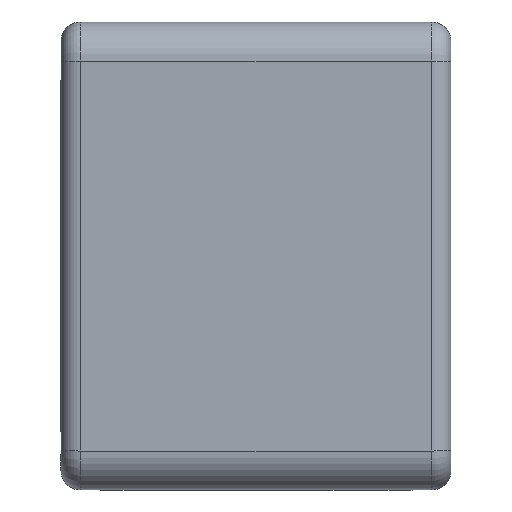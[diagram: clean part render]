
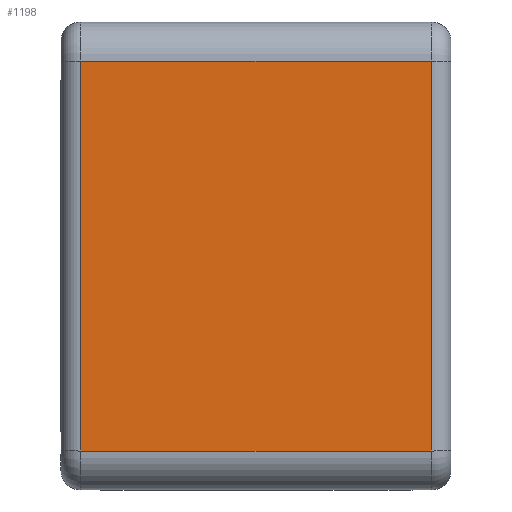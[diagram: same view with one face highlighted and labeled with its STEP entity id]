
A CAD part, front view. The second image highlights one B-rep face of the part: STEP entity #1198.
In plain terms, the highlighted planar face has unit normal (0, -1, 0).
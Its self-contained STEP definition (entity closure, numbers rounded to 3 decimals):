
#119 = VECTOR ( 'NONE', #1009, 1000. ) ;
#128 = ORIENTED_EDGE ( 'NONE', *, *, #357, .F. ) ;
#142 = CARTESIAN_POINT ( 'NONE',  ( -9., -30., 0. ) ) ;
#215 = VECTOR ( 'NONE', #529, 1000. ) ;
#258 = CARTESIAN_POINT ( 'NONE',  ( 0., -30., 22. ) ) ;
#302 = AXIS2_PLACEMENT_3D ( 'NONE', #909, #776, #767 ) ;
#355 = LINE ( 'NONE', #142, #1014 ) ;
#357 = EDGE_CURVE ( 'NONE', #967, #1001, #580, .T. ) ;
#529 = DIRECTION ( 'NONE',  ( -1., 0., 0. ) ) ;
#580 = LINE ( 'NONE', #258, #1332 ) ;
#622 = LINE ( 'NONE', #1363, #119 ) ;
#680 = ORIENTED_EDGE ( 'NONE', *, *, #1100, .F. ) ;
#767 = DIRECTION ( 'NONE',  ( 0., 0., 1. ) ) ;
#776 = DIRECTION ( 'NONE',  ( 0., 1., 0. ) ) ;
#786 = PLANE ( 'NONE',  #302 ) ;
#853 = VERTEX_POINT ( 'NONE', #1423 ) ;
#909 = CARTESIAN_POINT ( 'NONE',  ( 0., -30., 12. ) ) ;
#921 = EDGE_CURVE ( 'NONE', #853, #967, #355, .T. ) ;
#967 = VERTEX_POINT ( 'NONE', #1080 ) ;
#973 = CARTESIAN_POINT ( 'NONE',  ( 9., -30., 22. ) ) ;
#1001 = VERTEX_POINT ( 'NONE', #973 ) ;
#1003 = EDGE_LOOP ( 'NONE', ( #128, #1044, #680, #1024 ) ) ;
#1009 = DIRECTION ( 'NONE',  ( 0., 0., -1. ) ) ;
#1014 = VECTOR ( 'NONE', #1324, 1000. ) ;
#1024 = ORIENTED_EDGE ( 'NONE', *, *, #1248, .F. ) ;
#1044 = ORIENTED_EDGE ( 'NONE', *, *, #921, .F. ) ;
#1080 = CARTESIAN_POINT ( 'NONE',  ( -9., -30., 22. ) ) ;
#1087 = DIRECTION ( 'NONE',  ( 1., 0., 0. ) ) ;
#1100 = EDGE_CURVE ( 'NONE', #1134, #853, #1446, .T. ) ;
#1134 = VERTEX_POINT ( 'NONE', #1338 ) ;
#1198 = ADVANCED_FACE ( 'NONE', ( #1308 ), #786, .F. ) ;
#1248 = EDGE_CURVE ( 'NONE', #1001, #1134, #622, .T. ) ;
#1308 = FACE_OUTER_BOUND ( 'NONE', #1003, .T. ) ;
#1324 = DIRECTION ( 'NONE',  ( 0., 0., 1. ) ) ;
#1332 = VECTOR ( 'NONE', #1087, 1000. ) ;
#1338 = CARTESIAN_POINT ( 'NONE',  ( 9., -30., 2. ) ) ;
#1360 = CARTESIAN_POINT ( 'NONE',  ( 0., -30., 2. ) ) ;
#1363 = CARTESIAN_POINT ( 'NONE',  ( 9., -30., 0. ) ) ;
#1423 = CARTESIAN_POINT ( 'NONE',  ( -9., -30., 2. ) ) ;
#1446 = LINE ( 'NONE', #1360, #215 ) ;
